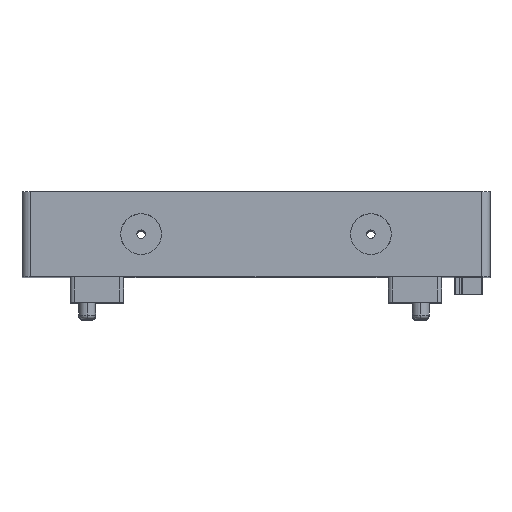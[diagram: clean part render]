
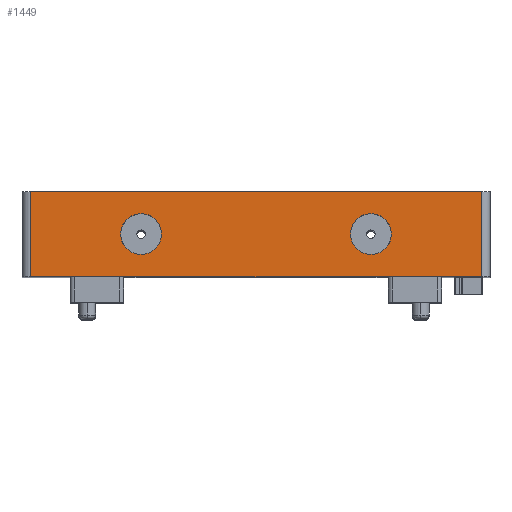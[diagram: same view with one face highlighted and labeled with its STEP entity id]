
A CAD part, top view. The second image highlights one B-rep face of the part: STEP entity #1449.
In plain terms, the highlighted planar face has unit normal (0, 0, 1).
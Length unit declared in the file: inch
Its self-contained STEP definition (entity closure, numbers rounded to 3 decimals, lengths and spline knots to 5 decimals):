
#95 = VERTEX_POINT ( 'NONE', #4712 ) ;
#96 = DIRECTION ( 'NONE',  ( 0., 0., -1. ) ) ;
#135 = ORIENTED_EDGE ( 'NONE', *, *, #8340, .T. ) ;
#265 = DIRECTION ( 'NONE',  ( 0., 0., 1. ) ) ;
#623 = DIRECTION ( 'NONE',  ( 0., 0., 1. ) ) ;
#1354 = DIRECTION ( 'NONE',  ( 0., -1., 0. ) ) ;
#1379 = DIRECTION ( 'NONE',  ( 1., 0., 0. ) ) ;
#1384 = ORIENTED_EDGE ( 'NONE', *, *, #10299, .F. ) ;
#1395 = CARTESIAN_POINT ( 'NONE',  ( -0.795, 0., 2.25 ) ) ;
#1449 = ADVANCED_FACE ( 'NONE', ( #2722, #10514, #10339 ), #3930, .F. ) ;
#2290 = VERTEX_POINT ( 'NONE', #8028 ) ;
#2374 = VERTEX_POINT ( 'NONE', #8957 ) ;
#2722 = FACE_BOUND ( 'NONE', #16231, .T. ) ;
#2778 = EDGE_CURVE ( 'NONE', #2290, #11957, #5607, .T. ) ;
#3416 = DIRECTION ( 'NONE',  ( 1., 0., 0. ) ) ;
#3602 = CARTESIAN_POINT ( 'NONE',  ( -1.375, -0.25, 2.25 ) ) ;
#3632 = VERTEX_POINT ( 'NONE', #16889 ) ;
#3930 = PLANE ( 'NONE',  #15439 ) ;
#4140 = EDGE_CURVE ( 'NONE', #2374, #7336, #12023, .T. ) ;
#4623 = CIRCLE ( 'NONE', #14582, 0.12 ) ;
#4712 = CARTESIAN_POINT ( 'NONE',  ( -1.325, 0.25, 2.25 ) ) ;
#4896 = CARTESIAN_POINT ( 'NONE',  ( 0.675, 0., 2.25 ) ) ;
#5234 = DIRECTION ( 'NONE',  ( 1., 0., 0. ) ) ;
#5524 = CARTESIAN_POINT ( 'NONE',  ( -1.325, 0.25, 2.25 ) ) ;
#5607 = CIRCLE ( 'NONE', #10572, 0.12 ) ;
#5704 = CARTESIAN_POINT ( 'NONE',  ( -1.375, 0.25, 2.25 ) ) ;
#5764 = EDGE_LOOP ( 'NONE', ( #13168, #13051 ) ) ;
#6535 = VECTOR ( 'NONE', #16261, 39.37008 ) ;
#6560 = CARTESIAN_POINT ( 'NONE',  ( 1.325, 0.25, 2.25 ) ) ;
#6601 = CARTESIAN_POINT ( 'NONE',  ( 0.675, 0., 2.25 ) ) ;
#6804 = AXIS2_PLACEMENT_3D ( 'NONE', #4896, #623, #3416 ) ;
#6858 = CARTESIAN_POINT ( 'NONE',  ( -0.675, 0., 2.25 ) ) ;
#7103 = AXIS2_PLACEMENT_3D ( 'NONE', #6858, #265, #17076 ) ;
#7155 = VECTOR ( 'NONE', #9243, 39.37008 ) ;
#7336 = VERTEX_POINT ( 'NONE', #16491 ) ;
#7369 = EDGE_CURVE ( 'NONE', #13962, #2374, #12693, .T. ) ;
#7987 = DIRECTION ( 'NONE',  ( 0., 0., 1. ) ) ;
#8028 = CARTESIAN_POINT ( 'NONE',  ( -0.555, 0., 2.25 ) ) ;
#8340 = EDGE_CURVE ( 'NONE', #95, #13962, #12104, .T. ) ;
#8576 = ORIENTED_EDGE ( 'NONE', *, *, #7369, .T. ) ;
#8957 = CARTESIAN_POINT ( 'NONE',  ( 1.325, -0.25, 2.25 ) ) ;
#9096 = DIRECTION ( 'NONE',  ( 0., 0., 1. ) ) ;
#9194 = CARTESIAN_POINT ( 'NONE',  ( 0.555, 0., 2.25 ) ) ;
#9207 = DIRECTION ( 'NONE',  ( -1., 0., 0. ) ) ;
#9243 = DIRECTION ( 'NONE',  ( 0., 1., 0. ) ) ;
#10299 = EDGE_CURVE ( 'NONE', #95, #7336, #14634, .T. ) ;
#10339 = FACE_OUTER_BOUND ( 'NONE', #12843, .T. ) ;
#10397 = ORIENTED_EDGE ( 'NONE', *, *, #2778, .F. ) ;
#10514 = FACE_BOUND ( 'NONE', #5764, .T. ) ;
#10572 = AXIS2_PLACEMENT_3D ( 'NONE', #12038, #9096, #1379 ) ;
#10978 = CIRCLE ( 'NONE', #7103, 0.12 ) ;
#11231 = EDGE_CURVE ( 'NONE', #11961, #3632, #4623, .T. ) ;
#11234 = EDGE_CURVE ( 'NONE', #11957, #2290, #10978, .T. ) ;
#11391 = DIRECTION ( 'NONE',  ( 1., 0., 0. ) ) ;
#11957 = VERTEX_POINT ( 'NONE', #1395 ) ;
#11961 = VERTEX_POINT ( 'NONE', #9194 ) ;
#12023 = LINE ( 'NONE', #6560, #7155 ) ;
#12038 = CARTESIAN_POINT ( 'NONE',  ( -0.675, 0., 2.25 ) ) ;
#12104 = LINE ( 'NONE', #5524, #14281 ) ;
#12693 = LINE ( 'NONE', #3602, #14539 ) ;
#12843 = EDGE_LOOP ( 'NONE', ( #8576, #13807, #1384, #135 ) ) ;
#13051 = ORIENTED_EDGE ( 'NONE', *, *, #11231, .F. ) ;
#13168 = ORIENTED_EDGE ( 'NONE', *, *, #14743, .F. ) ;
#13766 = ORIENTED_EDGE ( 'NONE', *, *, #11234, .F. ) ;
#13807 = ORIENTED_EDGE ( 'NONE', *, *, #4140, .T. ) ;
#13962 = VERTEX_POINT ( 'NONE', #15772 ) ;
#14277 = CIRCLE ( 'NONE', #6804, 0.12 ) ;
#14281 = VECTOR ( 'NONE', #1354, 39.37008 ) ;
#14539 = VECTOR ( 'NONE', #11391, 39.37008 ) ;
#14582 = AXIS2_PLACEMENT_3D ( 'NONE', #6601, #7987, #5234 ) ;
#14634 = LINE ( 'NONE', #5704, #6535 ) ;
#14743 = EDGE_CURVE ( 'NONE', #3632, #11961, #14277, .T. ) ;
#15439 = AXIS2_PLACEMENT_3D ( 'NONE', #16997, #96, #9207 ) ;
#15772 = CARTESIAN_POINT ( 'NONE',  ( -1.325, -0.25, 2.25 ) ) ;
#16231 = EDGE_LOOP ( 'NONE', ( #10397, #13766 ) ) ;
#16261 = DIRECTION ( 'NONE',  ( 1., 0., 0. ) ) ;
#16491 = CARTESIAN_POINT ( 'NONE',  ( 1.325, 0.25, 2.25 ) ) ;
#16889 = CARTESIAN_POINT ( 'NONE',  ( 0.795, 0., 2.25 ) ) ;
#16997 = CARTESIAN_POINT ( 'NONE',  ( -1.375, 0.25, 2.25 ) ) ;
#17076 = DIRECTION ( 'NONE',  ( 1., 0., 0. ) ) ;
